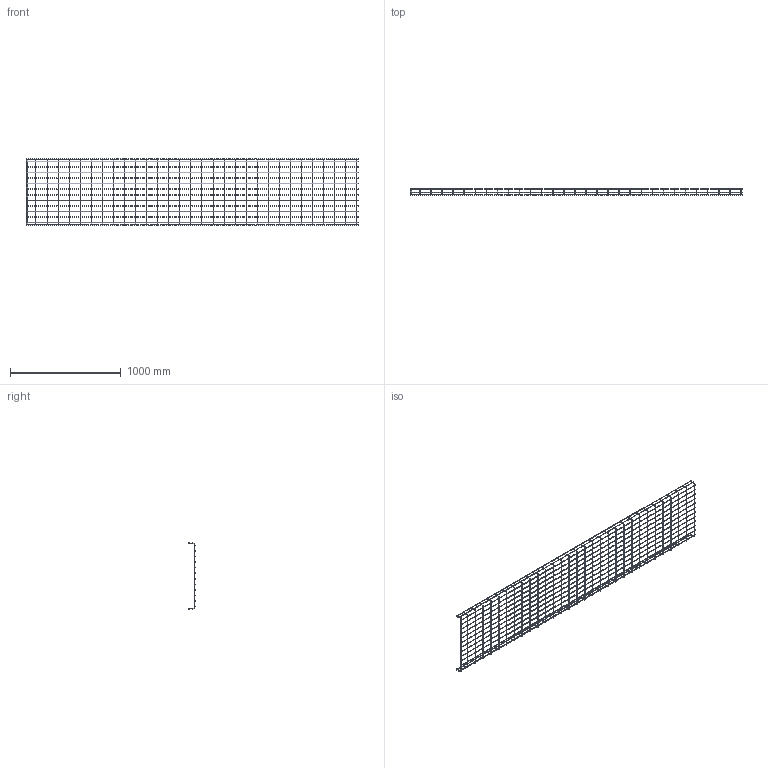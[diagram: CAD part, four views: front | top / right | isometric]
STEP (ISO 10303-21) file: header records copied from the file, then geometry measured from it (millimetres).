
FILE_DESCRIPTION (( 'STEP AP214' ), '1' );
FILE_NAME ('6001059.stp', '2016-07-14T07:20:11', ( '' ), ( '' ), 'SwSTEP 2.0', 'SolidWorks 2014', '' );
FILE_SCHEMA (( 'AUTOMOTIVE_DESIGN' ));
Length unit declared in the file: millimetre
Products named in the file (1): 6001059
Bounding box: 3000 x 57.94 x 600 mm (x, y, z)
Volume: 1210538.2 mm3; surface area: 1021397.5 mm2
Topology: 1 solids, 1 shells, 448 faces, 2720 edges, 1728 vertices
Faces by surface type: cylinder 224, torus 128, plane 96
Entity records: 53744 total; most frequent: CARTESIAN_POINT 34207, ORIENTED_EDGE 5440, EDGE_CURVE 2720, DIRECTION 2678, VERTEX_POINT 1728, B_SPLINE_CURVE_WITH_KNOTS 1280, AXIS2_PLACEMENT_3D 907, VECTOR 864
